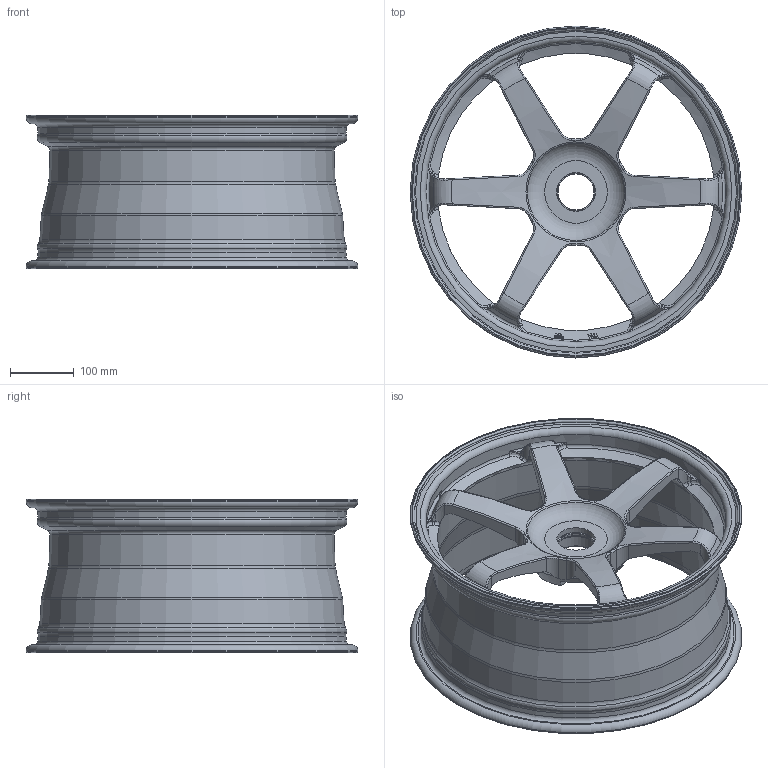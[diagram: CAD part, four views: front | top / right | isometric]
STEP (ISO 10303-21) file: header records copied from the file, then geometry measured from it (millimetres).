
FILE_DESCRIPTION(/* description */ (''),/* implementation_level */ '2;1');
FILE_NAME(/* name */ 'LW168-1985-2 32 66.56 5X112单线字.stp',/* time_stamp */ '2018-06-25T15:31:43+08:00',/* author */ (''),/* organization */ (''),/* preprocessor_version */ 'ST-DEVELOPER v16',/* originating_system */ 'SIEMENS PLM Software NX 10.0',/* authorisation */ '');
FILE_SCHEMA (('AP203_CONFIGURATION_CONTROLLED_3D_DESIGN_OF_MECHANICAL_PARTS_AND_ASSEMBLIES_MIM_LF { 1 0 10303 403 2 1 2}'));
Length unit declared in the file: millimetre
Products named in the file (1): Admi2E2406E3v4ek
Bounding box: 522.4 x 522.4 x 241 mm (x, y, z)
Volume: 3767021.7 mm3; surface area: 1025285.6 mm2
Topology: 1 solids, 1 shells, 450 faces, 1295 edges, 927 vertices
Faces by surface type: bspline 177, cylinder 105, plane 72, torus 65, cone 23, extrusion 8
Full cylindrical faces by diameter (mm): 56.5 x1, 61 x1, 66.6 x1, 472.721 x1, 509.4 x1, 522.4 x2
Entity records: 19483 total; most frequent: CARTESIAN_POINT 10031, ORIENTED_EDGE 2228, DIRECTION 1495, EDGE_CURVE 1114, VERTEX_POINT 710, B_SPLINE_CURVE_WITH_KNOTS 671, AXIS2_PLACEMENT_3D 660, EDGE_LOOP 508
